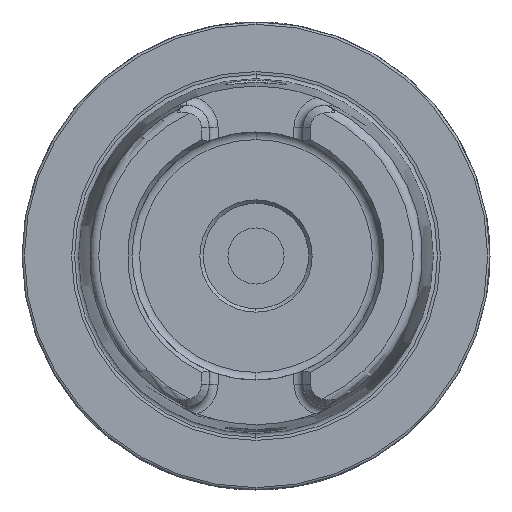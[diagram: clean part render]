
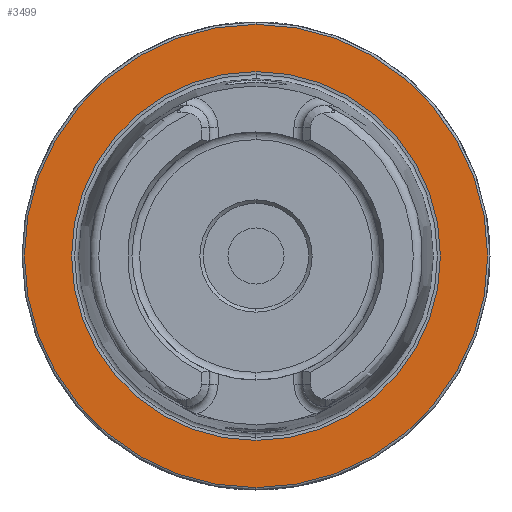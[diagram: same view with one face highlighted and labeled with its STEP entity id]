
A CAD part, left-side view. The second image highlights one B-rep face of the part: STEP entity #3499.
In plain terms, the highlighted planar face has unit normal (-1, 0, 0).
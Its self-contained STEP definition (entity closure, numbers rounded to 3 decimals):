
#51 = ORIENTED_EDGE ( 'NONE', *, *, #10587, .T. ) ;
#52 = ORIENTED_EDGE ( 'NONE', *, *, #3356, .T. ) ;
#53 = ORIENTED_EDGE ( 'NONE', *, *, #3352, .F. ) ;
#54 = ORIENTED_EDGE ( 'NONE', *, *, #10588, .F. ) ;
#122 = CARTESIAN_POINT ( 'NONE',  ( 0., 0., 49.5 ) ) ;
#123 = CARTESIAN_POINT ( 'NONE',  ( 0., 0., -49.5 ) ) ;
#361 = CARTESIAN_POINT ( 'NONE',  ( 0., 0., -39.405 ) ) ;
#364 = CARTESIAN_POINT ( 'NONE',  ( 0., 0., 39.405 ) ) ;
#3260 = CARTESIAN_POINT ( 'NONE',  ( 0., 0., 0. ) ) ;
#3352 = EDGE_CURVE ( 'NONE', #12838, #12844, #12808, .T. ) ;
#3356 = EDGE_CURVE ( 'NONE', #12417, #12418, #12830, .T. ) ;
#3499 = ADVANCED_FACE ( 'NONE', ( #8614, #8618 ), #8621, .F. ) ;
#5469 = CIRCLE ( 'NONE', #5472, 49.5 ) ;
#5471 = CIRCLE ( 'NONE', #5474, 39.405 ) ;
#5472 = AXIS2_PLACEMENT_3D ( 'NONE', #6960, #6961, #6962 ) ;
#5474 = AXIS2_PLACEMENT_3D ( 'NONE', #6963, #6964, #6965 ) ;
#6960 = CARTESIAN_POINT ( 'NONE',  ( 0., 0., 0. ) ) ;
#6961 = DIRECTION ( 'NONE',  ( -1., 0., 0. ) ) ;
#6962 = DIRECTION ( 'NONE',  ( 0., 0., 1. ) ) ;
#6963 = CARTESIAN_POINT ( 'NONE',  ( 0., 0., 0. ) ) ;
#6964 = DIRECTION ( 'NONE',  ( -1., 0., 0. ) ) ;
#6965 = DIRECTION ( 'NONE',  ( 0., 0., 1. ) ) ;
#8608 = DIRECTION ( 'NONE',  ( 1., 0., 0. ) ) ;
#8612 = CARTESIAN_POINT ( 'NONE',  ( 0., 49.5, 0. ) ) ;
#8614 = FACE_BOUND ( 'NONE', #11478, .T. ) ;
#8618 = FACE_OUTER_BOUND ( 'NONE', #11468, .T. ) ;
#8621 = PLANE ( 'NONE',  #13075 ) ;
#8625 = DIRECTION ( 'NONE',  ( 0., 0., -1. ) ) ;
#9155 = DIRECTION ( 'NONE',  ( -1., 0., 0. ) ) ;
#9156 = DIRECTION ( 'NONE',  ( 0., 0., 1. ) ) ;
#9164 = CARTESIAN_POINT ( 'NONE',  ( 0., 0., 0. ) ) ;
#9165 = DIRECTION ( 'NONE',  ( -1., 0., 0. ) ) ;
#9166 = DIRECTION ( 'NONE',  ( 0., 0., 1. ) ) ;
#10587 = EDGE_CURVE ( 'NONE', #12418, #12417, #5469, .T. ) ;
#10588 = EDGE_CURVE ( 'NONE', #12844, #12838, #5471, .T. ) ;
#11468 = EDGE_LOOP ( 'NONE', ( #52, #51 ) ) ;
#11478 = EDGE_LOOP ( 'NONE', ( #54, #53 ) ) ;
#12417 = VERTEX_POINT ( 'NONE', #122 ) ;
#12418 = VERTEX_POINT ( 'NONE', #123 ) ;
#12808 = CIRCLE ( 'NONE', #12821, 39.405 ) ;
#12821 = AXIS2_PLACEMENT_3D ( 'NONE', #3260, #9155, #9156 ) ;
#12830 = CIRCLE ( 'NONE', #12836, 49.5 ) ;
#12836 = AXIS2_PLACEMENT_3D ( 'NONE', #9164, #9165, #9166 ) ;
#12838 = VERTEX_POINT ( 'NONE', #361 ) ;
#12844 = VERTEX_POINT ( 'NONE', #364 ) ;
#13075 = AXIS2_PLACEMENT_3D ( 'NONE', #8612, #8608, #8625 ) ;
